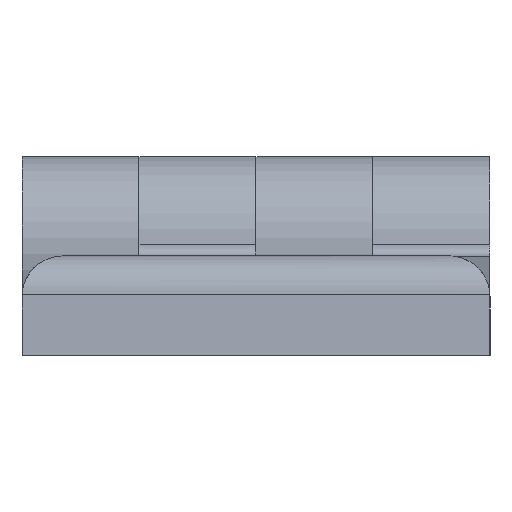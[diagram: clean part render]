
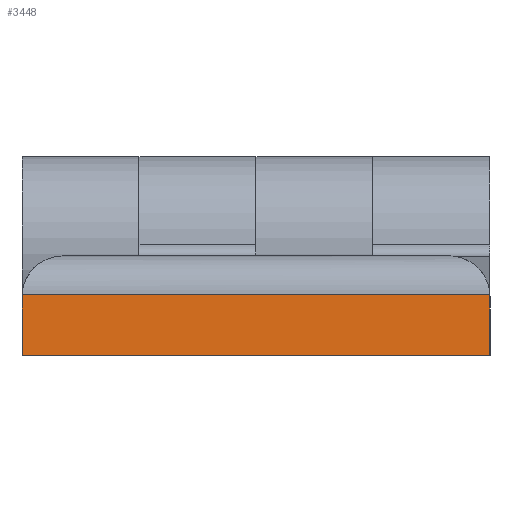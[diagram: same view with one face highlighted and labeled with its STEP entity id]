
A CAD part, left-side view. The second image highlights one B-rep face of the part: STEP entity #3448.
In plain terms, the highlighted face is planar.
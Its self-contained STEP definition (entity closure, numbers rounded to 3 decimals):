
#152 = PLANE('',#153);
#153 = AXIS2_PLACEMENT_3D('',#154,#155,#156);
#154 = CARTESIAN_POINT('',(-30.,-9.,20.));
#155 = DIRECTION('',(0.,1.,0.));
#156 = DIRECTION('',(0.,-0.,1.));
#2415 = VERTEX_POINT('',#2416);
#2416 = CARTESIAN_POINT('',(-30.,-9.,-20.));
#2432 = PLANE('',#2433);
#2433 = AXIS2_PLACEMENT_3D('',#2434,#2435,#2436);
#2434 = CARTESIAN_POINT('',(0.,0.,-20.));
#2435 = DIRECTION('',(0.,0.,1.));
#2436 = DIRECTION('',(1.,0.,-0.));
#2552 = VERTEX_POINT('',#2553);
#2553 = CARTESIAN_POINT('',(-30.,-9.,20.));
#2567 = PLANE('',#2568);
#2568 = AXIS2_PLACEMENT_3D('',#2569,#2570,#2571);
#2569 = CARTESIAN_POINT('',(0.,0.,20.));
#2570 = DIRECTION('',(0.,0.,1.));
#2571 = DIRECTION('',(1.,0.,-0.));
#2579 = EDGE_CURVE('',#2552,#2415,#2580,.T.);
#2580 = SURFACE_CURVE('',#2581,(#2585,#2592),.PCURVE_S1.);
#2581 = LINE('',#2582,#2583);
#2582 = CARTESIAN_POINT('',(-30.,-9.,20.));
#2583 = VECTOR('',#2584,1.);
#2584 = DIRECTION('',(0.,0.,-1.));
#2585 = PCURVE('',#152,#2586);
#2586 = DEFINITIONAL_REPRESENTATION('',(#2587),#2591);
#2587 = LINE('',#2588,#2589);
#2588 = CARTESIAN_POINT('',(0.,0.));
#2589 = VECTOR('',#2590,1.);
#2590 = DIRECTION('',(-1.,0.));
#2591 = ( GEOMETRIC_REPRESENTATION_CONTEXT(2) 
PARAMETRIC_REPRESENTATION_CONTEXT() REPRESENTATION_CONTEXT('2D SPACE',''
  ) );
#2592 = PCURVE('',#2593,#2598);
#2593 = PLANE('',#2594);
#2594 = AXIS2_PLACEMENT_3D('',#2595,#2596,#2597);
#2595 = CARTESIAN_POINT('',(-29.728,-3.817,22.));
#2596 = DIRECTION('',(0.999,-0.052,0.));
#2597 = DIRECTION('',(0.052,0.999,0.));
#2598 = DEFINITIONAL_REPRESENTATION('',(#2599),#2603);
#2599 = LINE('',#2600,#2601);
#2600 = CARTESIAN_POINT('',(-5.19,-2.));
#2601 = VECTOR('',#2602,1.);
#2602 = DIRECTION('',(0.,-1.));
#2603 = ( GEOMETRIC_REPRESENTATION_CONTEXT(2) 
PARAMETRIC_REPRESENTATION_CONTEXT() REPRESENTATION_CONTEXT('2D SPACE',''
  ) );
#2677 = CYLINDRICAL_SURFACE('',#2678,3.5);
#2678 = AXIS2_PLACEMENT_3D('',#2679,#2680,#2681);
#2679 = CARTESIAN_POINT('',(0.,-4.,-16.5));
#2680 = DIRECTION('',(-1.,0.,0.));
#2681 = DIRECTION('',(0.,0.,1.));
#2756 = CYLINDRICAL_SURFACE('',#2757,3.5);
#2757 = AXIS2_PLACEMENT_3D('',#2758,#2759,#2760);
#2758 = CARTESIAN_POINT('',(0.,-4.,16.5));
#2759 = DIRECTION('',(-1.,0.,0.));
#2760 = DIRECTION('',(0.,0.,1.));
#2949 = CYLINDRICAL_SURFACE('',#2950,3.5);
#2950 = AXIS2_PLACEMENT_3D('',#2951,#2952,#2953);
#2951 = CARTESIAN_POINT('',(-26.233,-4.,22.));
#2952 = DIRECTION('',(0.,0.,-1.));
#2953 = DIRECTION('',(-1.,0.,0.));
#2986 = EDGE_CURVE('',#2552,#2987,#2989,.T.);
#2987 = VERTEX_POINT('',#2988);
#2988 = CARTESIAN_POINT('',(-29.738,-4.,20.));
#2989 = SURFACE_CURVE('',#2990,(#2994,#3001),.PCURVE_S1.);
#2990 = LINE('',#2991,#2992);
#2991 = CARTESIAN_POINT('',(-29.447,1.543,20.));
#2992 = VECTOR('',#2993,1.);
#2993 = DIRECTION('',(0.052,0.999,0.));
#2994 = PCURVE('',#2567,#2995);
#2995 = DEFINITIONAL_REPRESENTATION('',(#2996),#3000);
#2996 = LINE('',#2997,#2998);
#2997 = CARTESIAN_POINT('',(-29.447,1.543));
#2998 = VECTOR('',#2999,1.);
#2999 = DIRECTION('',(0.052,0.999));
#3000 = ( GEOMETRIC_REPRESENTATION_CONTEXT(2) 
PARAMETRIC_REPRESENTATION_CONTEXT() REPRESENTATION_CONTEXT('2D SPACE',''
  ) );
#3001 = PCURVE('',#2593,#3002);
#3002 = DEFINITIONAL_REPRESENTATION('',(#3003),#3007);
#3003 = LINE('',#3004,#3005);
#3004 = CARTESIAN_POINT('',(5.367,-2.));
#3005 = VECTOR('',#3006,1.);
#3006 = DIRECTION('',(1.,0.));
#3007 = ( GEOMETRIC_REPRESENTATION_CONTEXT(2) 
PARAMETRIC_REPRESENTATION_CONTEXT() REPRESENTATION_CONTEXT('2D SPACE',''
  ) );
#3170 = EDGE_CURVE('',#2415,#3171,#3173,.T.);
#3171 = VERTEX_POINT('',#3172);
#3172 = CARTESIAN_POINT('',(-29.738,-4.,-20.));
#3173 = SURFACE_CURVE('',#3174,(#3178,#3185),.PCURVE_S1.);
#3174 = LINE('',#3175,#3176);
#3175 = CARTESIAN_POINT('',(-29.447,1.543,-20.));
#3176 = VECTOR('',#3177,1.);
#3177 = DIRECTION('',(0.052,0.999,0.));
#3178 = PCURVE('',#2432,#3179);
#3179 = DEFINITIONAL_REPRESENTATION('',(#3180),#3184);
#3180 = LINE('',#3181,#3182);
#3181 = CARTESIAN_POINT('',(-29.447,1.543));
#3182 = VECTOR('',#3183,1.);
#3183 = DIRECTION('',(0.052,0.999));
#3184 = ( GEOMETRIC_REPRESENTATION_CONTEXT(2) 
PARAMETRIC_REPRESENTATION_CONTEXT() REPRESENTATION_CONTEXT('2D SPACE',''
  ) );
#3185 = PCURVE('',#2593,#3186);
#3186 = DEFINITIONAL_REPRESENTATION('',(#3187),#3191);
#3187 = LINE('',#3188,#3189);
#3188 = CARTESIAN_POINT('',(5.367,-42.));
#3189 = VECTOR('',#3190,1.);
#3190 = DIRECTION('',(1.,0.));
#3191 = ( GEOMETRIC_REPRESENTATION_CONTEXT(2) 
PARAMETRIC_REPRESENTATION_CONTEXT() REPRESENTATION_CONTEXT('2D SPACE',''
  ) );
#3219 = EDGE_CURVE('',#3171,#3220,#3222,.T.);
#3220 = VERTEX_POINT('',#3221);
#3221 = CARTESIAN_POINT('',(-29.728,-3.817,
    -19.995));
#3222 = SURFACE_CURVE('',#3223,(#3228,#3234),.PCURVE_S1.);
#3223 = ELLIPSE('',#3224,3.505,3.5);
#3224 = AXIS2_PLACEMENT_3D('',#3225,#3226,#3227);
#3225 = CARTESIAN_POINT('',(-29.738,-4.,-16.5));
#3226 = DIRECTION('',(0.999,-0.052,0.));
#3227 = DIRECTION('',(-0.052,-0.999,0.));
#3228 = PCURVE('',#2677,#3229);
#3229 = DEFINITIONAL_REPRESENTATION('',(#3230),#3233);
#3230 = B_SPLINE_CURVE_WITH_KNOTS('',1,(#3231,#3232),.UNSPECIFIED.,.F.,
  .F.,(2,2),(1.571,1.623),.PIECEWISE_BEZIER_KNOTS.);
#3231 = CARTESIAN_POINT('',(3.142,29.738));
#3232 = CARTESIAN_POINT('',(3.089,29.728));
#3233 = ( GEOMETRIC_REPRESENTATION_CONTEXT(2) 
PARAMETRIC_REPRESENTATION_CONTEXT() REPRESENTATION_CONTEXT('2D SPACE',''
  ) );
#3234 = PCURVE('',#2593,#3235);
#3235 = DEFINITIONAL_REPRESENTATION('',(#3236),#3240);
#3236 = ELLIPSE('',#3237,3.505,3.5);
#3237 = AXIS2_PLACEMENT_2D('',#3238,#3239);
#3238 = CARTESIAN_POINT('',(-0.183,-38.5));
#3239 = DIRECTION('',(-1.,0.));
#3240 = ( GEOMETRIC_REPRESENTATION_CONTEXT(2) 
PARAMETRIC_REPRESENTATION_CONTEXT() REPRESENTATION_CONTEXT('2D SPACE',''
  ) );
#3314 = VERTEX_POINT('',#3315);
#3315 = CARTESIAN_POINT('',(-29.728,-3.817,
    19.995));
#3381 = EDGE_CURVE('',#3314,#2987,#3382,.T.);
#3382 = SURFACE_CURVE('',#3383,(#3388,#3394),.PCURVE_S1.);
#3383 = ELLIPSE('',#3384,3.505,3.5);
#3384 = AXIS2_PLACEMENT_3D('',#3385,#3386,#3387);
#3385 = CARTESIAN_POINT('',(-29.738,-4.,16.5));
#3386 = DIRECTION('',(0.999,-0.052,0.));
#3387 = DIRECTION('',(-0.052,-0.999,0.));
#3388 = PCURVE('',#2756,#3389);
#3389 = DEFINITIONAL_REPRESENTATION('',(#3390),#3393);
#3390 = B_SPLINE_CURVE_WITH_KNOTS('',1,(#3391,#3392),.UNSPECIFIED.,.F.,
  .F.,(2,2),(4.66,4.712),.PIECEWISE_BEZIER_KNOTS.);
#3391 = CARTESIAN_POINT('',(0.052,29.728));
#3392 = CARTESIAN_POINT('',(0.,29.738));
#3393 = ( GEOMETRIC_REPRESENTATION_CONTEXT(2) 
PARAMETRIC_REPRESENTATION_CONTEXT() REPRESENTATION_CONTEXT('2D SPACE',''
  ) );
#3394 = PCURVE('',#2593,#3395);
#3395 = DEFINITIONAL_REPRESENTATION('',(#3396),#3400);
#3396 = ELLIPSE('',#3397,3.505,3.5);
#3397 = AXIS2_PLACEMENT_2D('',#3398,#3399);
#3398 = CARTESIAN_POINT('',(-0.183,-5.5));
#3399 = DIRECTION('',(-1.,0.));
#3400 = ( GEOMETRIC_REPRESENTATION_CONTEXT(2) 
PARAMETRIC_REPRESENTATION_CONTEXT() REPRESENTATION_CONTEXT('2D SPACE',''
  ) );
#3448 = ADVANCED_FACE('',(#3449),#2593,.F.);
#3449 = FACE_BOUND('',#3450,.T.);
#3450 = EDGE_LOOP('',(#3451,#3452,#3453,#3454,#3475,#3476));
#3451 = ORIENTED_EDGE('',*,*,#2579,.F.);
#3452 = ORIENTED_EDGE('',*,*,#2986,.T.);
#3453 = ORIENTED_EDGE('',*,*,#3381,.F.);
#3454 = ORIENTED_EDGE('',*,*,#3455,.T.);
#3455 = EDGE_CURVE('',#3314,#3220,#3456,.T.);
#3456 = SURFACE_CURVE('',#3457,(#3461,#3468),.PCURVE_S1.);
#3457 = LINE('',#3458,#3459);
#3458 = CARTESIAN_POINT('',(-29.728,-3.817,22.));
#3459 = VECTOR('',#3460,1.);
#3460 = DIRECTION('',(0.,0.,-1.));
#3461 = PCURVE('',#2593,#3462);
#3462 = DEFINITIONAL_REPRESENTATION('',(#3463),#3467);
#3463 = LINE('',#3464,#3465);
#3464 = CARTESIAN_POINT('',(0.,0.));
#3465 = VECTOR('',#3466,1.);
#3466 = DIRECTION('',(0.,-1.));
#3467 = ( GEOMETRIC_REPRESENTATION_CONTEXT(2) 
PARAMETRIC_REPRESENTATION_CONTEXT() REPRESENTATION_CONTEXT('2D SPACE',''
  ) );
#3468 = PCURVE('',#2949,#3469);
#3469 = DEFINITIONAL_REPRESENTATION('',(#3470),#3474);
#3470 = LINE('',#3471,#3472);
#3471 = CARTESIAN_POINT('',(0.052,0.));
#3472 = VECTOR('',#3473,1.);
#3473 = DIRECTION('',(0.,1.));
#3474 = ( GEOMETRIC_REPRESENTATION_CONTEXT(2) 
PARAMETRIC_REPRESENTATION_CONTEXT() REPRESENTATION_CONTEXT('2D SPACE',''
  ) );
#3475 = ORIENTED_EDGE('',*,*,#3219,.F.);
#3476 = ORIENTED_EDGE('',*,*,#3170,.F.);
